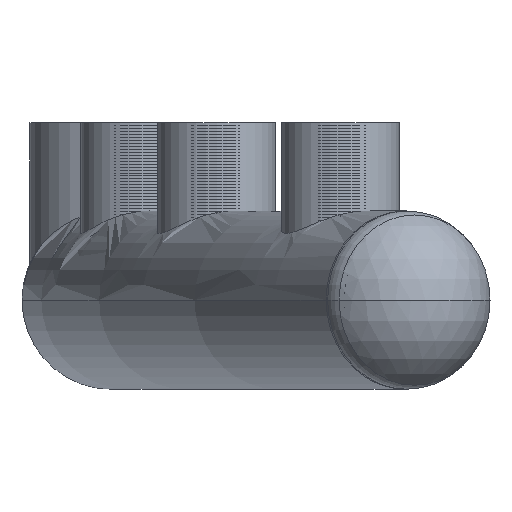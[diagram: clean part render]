
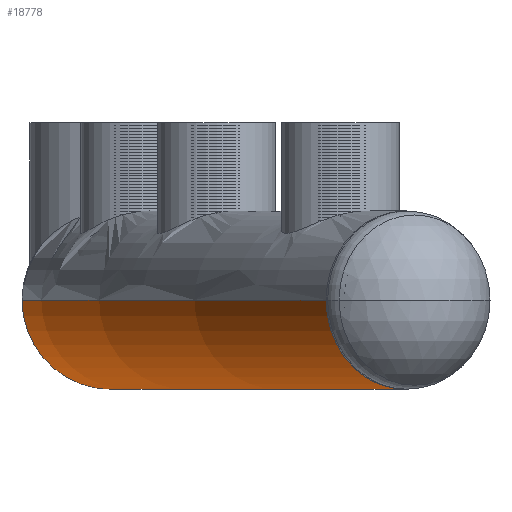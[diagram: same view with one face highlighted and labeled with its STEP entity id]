
A CAD part, left-side view. The second image highlights one B-rep face of the part: STEP entity #18778.
In plain terms, the highlighted toroidal (fillet/blend) face has major radius 869.85 mm and minor radius 30.15 mm.
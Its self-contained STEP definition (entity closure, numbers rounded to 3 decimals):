
#979 = VERTEX_POINT ( 'NONE', #3591 ) ;
#1439 = EDGE_CURVE ( 'NONE', #10031, #979, #13708, .T. ) ;
#1687 = FACE_OUTER_BOUND ( 'NONE', #19736, .T. ) ;
#1749 = CIRCLE ( 'NONE', #10958, 839.7 ) ;
#2062 = AXIS2_PLACEMENT_3D ( 'NONE', #29675, #14771, #2245 ) ;
#2245 = DIRECTION ( 'NONE',  ( 0.464, -0.886, 0. ) ) ;
#2383 = CARTESIAN_POINT ( 'NONE',  ( 0., 0., 0. ) ) ;
#3591 = CARTESIAN_POINT ( 'NONE',  ( -417.868, 797.111, 0. ) ) ;
#4343 = CARTESIAN_POINT ( 'NONE',  ( -389.871, 743.705, 0. ) ) ;
#5433 = CARTESIAN_POINT ( 'NONE',  ( 0., 0., 0. ) ) ;
#7460 = DIRECTION ( 'NONE',  ( 1., 0., 0. ) ) ;
#7569 = AXIS2_PLACEMENT_3D ( 'NONE', #5433, #13210, #30721 ) ;
#7885 = DIRECTION ( 'NONE',  ( 0., 0., 1. ) ) ;
#8828 = DIRECTION ( 'NONE',  ( -0.886, 0.464, 0. ) ) ;
#10031 = VERTEX_POINT ( 'NONE', #12201 ) ;
#10760 = TOROIDAL_SURFACE ( 'NONE', #7569, 869.85, 30.15 ) ;
#10958 = AXIS2_PLACEMENT_3D ( 'NONE', #13129, #7885, #13251 ) ;
#11562 = CARTESIAN_POINT ( 'NONE',  ( 403.87, 770.408, 0. ) ) ;
#12201 = CARTESIAN_POINT ( 'NONE',  ( 417.868, 797.111, 0. ) ) ;
#13129 = CARTESIAN_POINT ( 'NONE',  ( 0., 0., 0. ) ) ;
#13210 = DIRECTION ( 'NONE',  ( 0., 0., 1. ) ) ;
#13251 = DIRECTION ( 'NONE',  ( 1., 0., 0. ) ) ;
#13708 = CIRCLE ( 'NONE', #31905, 900. ) ;
#14771 = DIRECTION ( 'NONE',  ( -0.886, -0.464, 0. ) ) ;
#14802 = ORIENTED_EDGE ( 'NONE', *, *, #1439, .F. ) ;
#18227 = EDGE_CURVE ( 'NONE', #979, #28016, #20582, .T. ) ;
#18778 = ADVANCED_FACE ( 'NONE', ( #1687 ), #10760, .T. ) ;
#19645 = ORIENTED_EDGE ( 'NONE', *, *, #27433, .T. ) ;
#19736 = EDGE_LOOP ( 'NONE', ( #14802, #24562, #19645, #25002 ) ) ;
#20582 = CIRCLE ( 'NONE', #2062, 30.15 ) ;
#21413 = CIRCLE ( 'NONE', #31294, 30.15 ) ;
#23929 = VERTEX_POINT ( 'NONE', #30716 ) ;
#24562 = ORIENTED_EDGE ( 'NONE', *, *, #26549, .T. ) ;
#25002 = ORIENTED_EDGE ( 'NONE', *, *, #18227, .F. ) ;
#26549 = EDGE_CURVE ( 'NONE', #10031, #23929, #21413, .T. ) ;
#27433 = EDGE_CURVE ( 'NONE', #23929, #28016, #1749, .T. ) ;
#28016 = VERTEX_POINT ( 'NONE', #4343 ) ;
#29079 = DIRECTION ( 'NONE',  ( -0.464, -0.886, 0. ) ) ;
#29675 = CARTESIAN_POINT ( 'NONE',  ( -403.87, 770.408, 0. ) ) ;
#30031 = DIRECTION ( 'NONE',  ( 0., 0., 1. ) ) ;
#30716 = CARTESIAN_POINT ( 'NONE',  ( 389.871, 743.705, 0. ) ) ;
#30721 = DIRECTION ( 'NONE',  ( 1., 0., 0. ) ) ;
#31294 = AXIS2_PLACEMENT_3D ( 'NONE', #11562, #8828, #29079 ) ;
#31905 = AXIS2_PLACEMENT_3D ( 'NONE', #2383, #30031, #7460 ) ;
